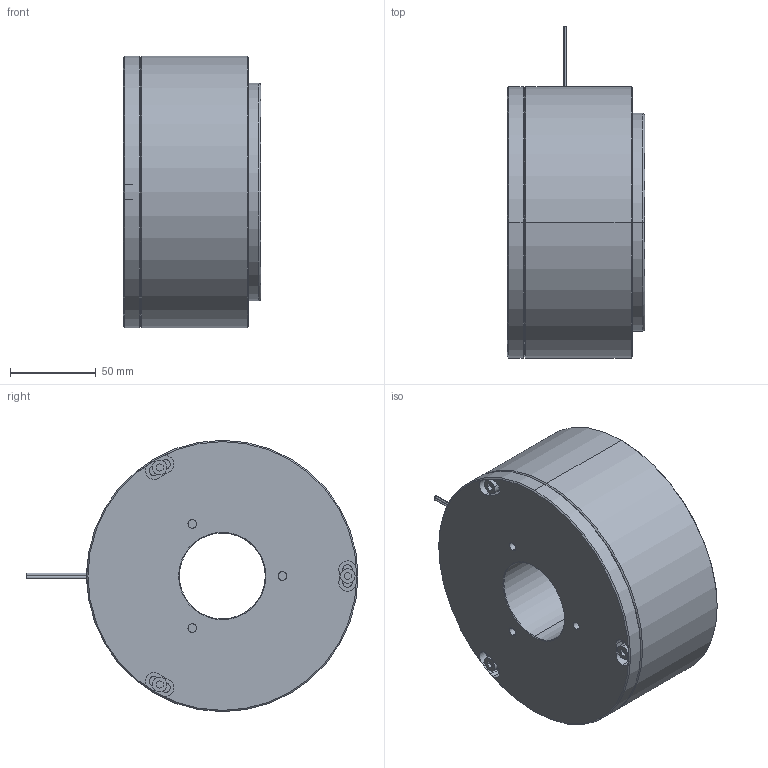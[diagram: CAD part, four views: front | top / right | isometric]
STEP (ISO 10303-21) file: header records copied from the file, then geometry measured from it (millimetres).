
FILE_DESCRIPTION (( 'STEP AP214' ), '1' );
FILE_NAME ('LB-750M_E_EF.STEP', '2013-06-18T17:16:55', ( 'Jeff' ), ( '' ), 'SwSTEP 2.0', 'SolidWorks 2013', '' );
FILE_SCHEMA (( 'AUTOMOTIVE_DESIGN' ));
Length unit declared in the file: inch
Products named in the file (1): LB-750M_E_EF
Bounding box: 80.01 x 193.29 x 157.99 mm (x, y, z)
Surface area: 114852.8 mm2 (no closed solid volume)
Topology: 0 solids, 9 shells, 238 faces, 897 edges, 676 vertices
Faces by surface type: cylinder 117, plane 59, cone 58, bspline 2, torus 2
Entity records: 13134 total; most frequent: CARTESIAN_POINT 2722, DIRECTION 1539, ORIENTED_EDGE 1374, EDGE_CURVE 897, VERTEX_POINT 676, AXIS2_PLACEMENT_3D 641, CIRCLE 404, EDGE_LOOP 261
